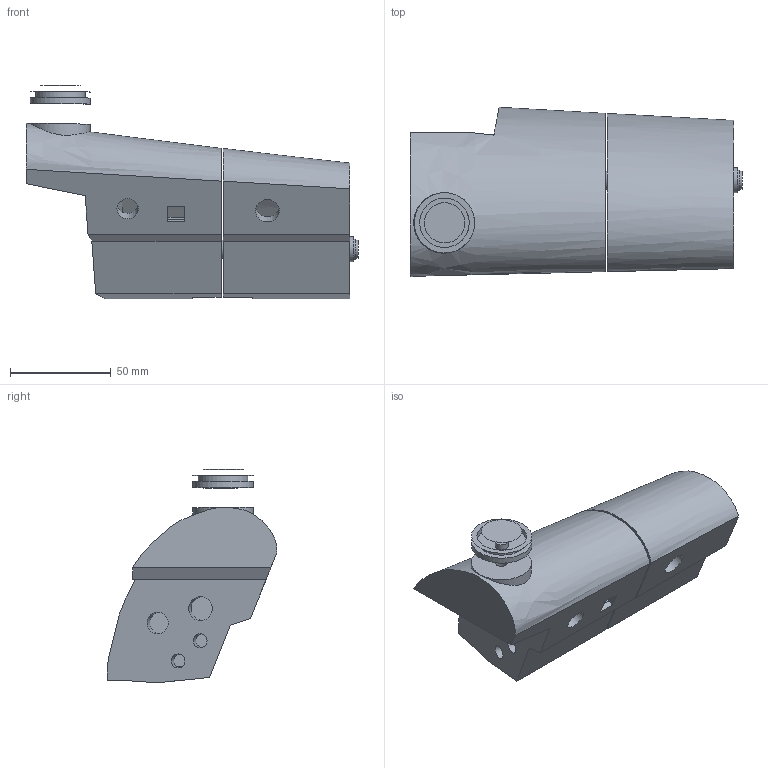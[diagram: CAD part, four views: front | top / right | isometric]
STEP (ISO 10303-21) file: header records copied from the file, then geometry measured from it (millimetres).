
FILE_DESCRIPTION(/* description */ (''),/* implementation_level */ '2;1');
FILE_NAME(/* name */ 'throttle_handle v10.step',/* time_stamp */ '2025-07-01T21:55:09-04:00',/* author */ (''),/* organization */ (''),/* preprocessor_version */ 'ST-DEVELOPER v20.1',/* originating_system */ 'Autodesk Translation Framework v14.10.0.0',/* authorisation */ '');
FILE_SCHEMA (('AUTOMOTIVE_DESIGN { 1 0 10303 214 3 1 1 }'));
Length unit declared in the file: millimetre
Products named in the file (1): throttle_handle
Bounding box: 165 x 84.3 x 106.18 mm (x, y, z)
Volume: 293235.9 mm3; surface area: 89850 mm2
Topology: 4 solids, 4 shells, 95 faces, 241 edges, 160 vertices
Faces by surface type: plane 66, cylinder 21, bspline 7, cone 1
Full cylindrical faces by diameter (mm): 6.283 x1, 6.5 x1, 7 x2, 9 x2, 10 x4, 10.66 x1, 10.7 x1, 12 x2, 12.402 x1, 24.625 x1, 30 x2
Entity records: 3990 total; most frequent: CARTESIAN_POINT 1655, ORIENTED_EDGE 482, DIRECTION 435, EDGE_CURVE 241, LINE 161, VECTOR 161, VERTEX_POINT 160, AXIS2_PLACEMENT_3D 137
